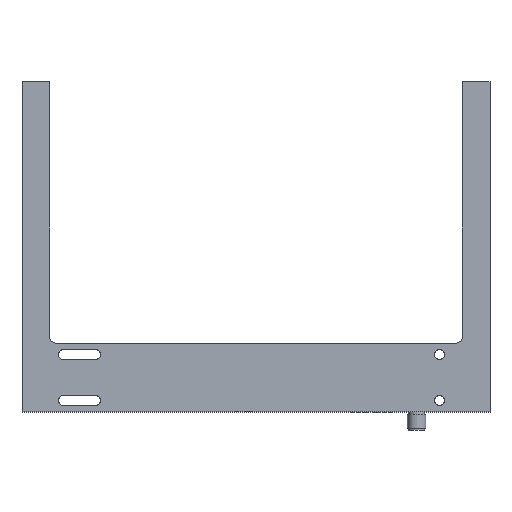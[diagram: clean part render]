
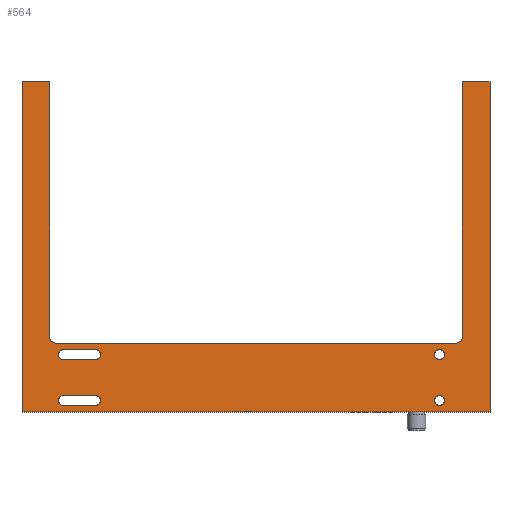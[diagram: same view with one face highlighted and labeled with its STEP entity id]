
A CAD part, top view. The second image highlights one B-rep face of the part: STEP entity #564.
In plain terms, the highlighted planar face has unit normal (0, 0, 1).
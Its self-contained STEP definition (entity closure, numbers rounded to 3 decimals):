
#262=EDGE_CURVE('',#745,#382,#746,.T.);
#264=VERTEX_POINT('',#748);
#274=EDGE_CURVE('',#342,#759,#760,.T.);
#276=VERTEX_POINT('',#762);
#280=EDGE_CURVE('',#767,#264,#768,.T.);
#288=EDGE_CURVE('',#538,#548,#778,.T.);
#300=VERTEX_POINT('',#793);
#304=VERTEX_POINT('',#798);
#308=EDGE_CURVE('',#682,#522,#803,.T.);
#316=EDGE_CURVE('',#426,#704,#815,.T.);
#338=EDGE_CURVE('',#300,#538,#842,.T.);
#340=EDGE_CURVE('',#482,#844,#845,.T.);
#342=VERTEX_POINT('',#847);
#348=EDGE_CURVE('',#855,#570,#856,.T.);
#350=EDGE_CURVE('',#430,#745,#858,.T.);
#354=EDGE_CURVE('',#382,#304,#863,.T.);
#362=VERTEX_POINT('',#873);
#382=VERTEX_POINT('',#896);
#384=EDGE_CURVE('',#844,#426,#898,.T.);
#392=EDGE_CURVE('',#264,#767,#910,.T.);
#426=VERTEX_POINT('',#954);
#430=VERTEX_POINT('',#959);
#434=EDGE_CURVE('',#570,#430,#964,.T.);
#450=EDGE_CURVE('',#580,#664,#984,.T.);
#480=EDGE_CURVE('',#362,#300,#1020,.T.);
#482=VERTEX_POINT('',#1022);
#490=EDGE_CURVE('',#276,#700,#1031,.T.);
#494=EDGE_CURVE('',#664,#1035,#1036,.T.);
#502=VERTEX_POINT('',#1046);
#516=EDGE_CURVE('',#704,#1064,#1065,.T.);
#522=VERTEX_POINT('',#1073);
#528=EDGE_CURVE('',#1064,#502,#1082,.T.);
#538=VERTEX_POINT('',#1095);
#548=VERTEX_POINT('',#1105);
#552=EDGE_CURVE('',#1035,#276,#1110,.T.);
#554=EDGE_CURVE('',#548,#682,#1112,.T.);
#564=ADVANCED_FACE('',(#1123,#1124,#1125,#1126,#1127),#1128,.T.);
#568=EDGE_CURVE('',#502,#362,#1133,.T.);
#570=VERTEX_POINT('',#1135);
#580=VERTEX_POINT('',#1152);
#594=EDGE_CURVE('',#1171,#580,#1172,.T.);
#606=EDGE_CURVE('',#700,#1171,#1187,.T.);
#608=EDGE_CURVE('',#759,#342,#1189,.T.);
#624=EDGE_CURVE('',#522,#482,#1206,.T.);
#662=EDGE_CURVE('',#304,#855,#1253,.T.);
#664=VERTEX_POINT('',#1255);
#682=VERTEX_POINT('',#1278);
#700=VERTEX_POINT('',#1298);
#704=VERTEX_POINT('',#1303);
#745=VERTEX_POINT('',#1339);
#746=CIRCLE('',#1340,2.15);
#748=CARTESIAN_POINT('',(77.85,-67.0,6.0));
#759=VERTEX_POINT('',#1356);
#760=CIRCLE('',#1357,2.15);
#762=CARTESIAN_POINT('',(-70.0,-69.15,6.0));
#767=VERTEX_POINT('',#1365);
#768=CIRCLE('',#1366,2.15);
#778=LINE('',#1379,#1380);
#793=CARTESIAN_POINT('',(102.0,72.0,6.));
#798=CARTESIAN_POINT('',(-84.0,-49.15,6.0));
#803=LINE('',#1410,#1411);
#815=LINE('',#1424,#1425);
#842=LINE('',#1462,#1463);
#844=VERTEX_POINT('',#1466);
#845=CIRCLE('',#1467,3.0);
#847=CARTESIAN_POINT('',(77.85,-47.0,6.0));
#855=VERTEX_POINT('',#1478);
#856=CIRCLE('',#1479,2.15);
#858=CIRCLE('',#1482,2.15);
#863=LINE('',#1490,#1491);
#873=CARTESIAN_POINT('',(90.0,72.0,6.));
#896=CARTESIAN_POINT('',(-70.0,-49.15,6.0));
#898=CIRCLE('',#1538,3.0);
#910=CIRCLE('',#1552,2.15);
#954=CARTESIAN_POINT('',(-87.0,-42.0,6.0));
#959=CARTESIAN_POINT('',(-70.0,-44.85,6.0));
#964=LINE('',#1623,#1624);
#984=LINE('',#1647,#1648);
#1020=LINE('',#1694,#1695);
#1022=CARTESIAN_POINT('',(-90.0,-39.0,6.0));
#1031=LINE('',#1709,#1710);
#1035=VERTEX_POINT('',#1717);
#1036=CIRCLE('',#1718,2.15);
#1046=CARTESIAN_POINT('',(90.0,-39.0,6.0));
#1064=VERTEX_POINT('',#1747);
#1065=CIRCLE('',#1748,3.0);
#1073=CARTESIAN_POINT('',(-90.0,72.0,6.));
#1082=CIRCLE('',#1766,3.0);
#1095=CARTESIAN_POINT('',(102.0,-72.0,6.0));
#1105=CARTESIAN_POINT('',(-102.0,-72.0,6.0));
#1110=CIRCLE('',#1799,2.15);
#1112=LINE('',#1802,#1803);
#1123=FACE_BOUND('',#1816,.T.);
#1124=FACE_BOUND('',#1817,.T.);
#1125=FACE_BOUND('',#1818,.T.);
#1126=FACE_BOUND('',#1819,.T.);
#1127=FACE_OUTER_BOUND('',#1820,.T.);
#1128=PLANE('',#1821);
#1133=LINE('',#1827,#1828);
#1135=CARTESIAN_POINT('',(-84.0,-44.85,6.0));
#1152=CARTESIAN_POINT('',(-84.0,-64.85,6.0));
#1171=VERTEX_POINT('',#1875);
#1172=CIRCLE('',#1876,2.15);
#1187=CIRCLE('',#1896,2.15);
#1189=CIRCLE('',#1899,2.15);
#1206=LINE('',#1922,#1923);
#1253=CIRCLE('',#1993,2.15);
#1255=CARTESIAN_POINT('',(-70.0,-64.85,6.0));
#1278=CARTESIAN_POINT('',(-102.0,72.0,6.));
#1298=CARTESIAN_POINT('',(-84.0,-69.15,6.0));
#1303=CARTESIAN_POINT('',(87.0,-42.0,6.0));
#1339=CARTESIAN_POINT('',(-67.85,-47.0,6.0));
#1340=AXIS2_PLACEMENT_3D('',#2097,#2098,#2099);
#1356=CARTESIAN_POINT('',(82.15,-47.0,6.0));
#1357=AXIS2_PLACEMENT_3D('',#2109,#2110,#2111);
#1365=CARTESIAN_POINT('',(82.15,-67.0,6.0));
#1366=AXIS2_PLACEMENT_3D('',#2120,#2121,#2122);
#1379=CARTESIAN_POINT('',(102.0,-72.0,6.0));
#1380=VECTOR('',#2129,1.0);
#1410=CARTESIAN_POINT('',(-102.0,72.0,6.));
#1411=VECTOR('',#2161,1.0);
#1424=CARTESIAN_POINT('',(-87.0,-42.0,6.0));
#1425=VECTOR('',#2196,1.0);
#1462=CARTESIAN_POINT('',(102.0,72.0,6.));
#1463=VECTOR('',#2225,1.0);
#1466=CARTESIAN_POINT('',(-89.121,-41.121,6.0));
#1467=AXIS2_PLACEMENT_3D('',#2226,#2227,#2228);
#1478=CARTESIAN_POINT('',(-86.15,-47.0,6.0));
#1479=AXIS2_PLACEMENT_3D('',#2245,#2246,#2247);
#1482=AXIS2_PLACEMENT_3D('',#2248,#2249,#2250);
#1490=CARTESIAN_POINT('',(-42.0,-49.15,6.0));
#1491=VECTOR('',#2252,1.0);
#1538=AXIS2_PLACEMENT_3D('',#2301,#2302,#2303);
#1552=AXIS2_PLACEMENT_3D('',#2325,#2326,#2327);
#1623=CARTESIAN_POINT('',(-35.0,-44.85,6.0));
#1624=VECTOR('',#2384,1.0);
#1647=CARTESIAN_POINT('',(-35.0,-64.85,6.0));
#1648=VECTOR('',#2411,1.0);
#1694=CARTESIAN_POINT('',(90.0,72.0,6.));
#1695=VECTOR('',#2470,1.0);
#1709=CARTESIAN_POINT('',(-42.0,-69.15,6.0));
#1710=VECTOR('',#2480,1.0);
#1717=CARTESIAN_POINT('',(-67.85,-67.0,6.0));
#1718=AXIS2_PLACEMENT_3D('',#2482,#2483,#2484);
#1747=CARTESIAN_POINT('',(89.121,-41.121,6.0));
#1748=AXIS2_PLACEMENT_3D('',#2525,#2526,#2527);
#1766=AXIS2_PLACEMENT_3D('',#2560,#2561,#2562);
#1799=AXIS2_PLACEMENT_3D('',#2597,#2598,#2599);
#1802=CARTESIAN_POINT('',(-102.0,-72.0,6.0));
#1803=VECTOR('',#2600,1.0);
#1816=EDGE_LOOP('',(#2611,#2612,#2613,#2614,#2615,#2616));
#1817=EDGE_LOOP('',(#2617,#2618,#2619,#2620,#2621,#2622));
#1818=EDGE_LOOP('',(#2623,#2624));
#1819=EDGE_LOOP('',(#2625,#2626));
#1820=EDGE_LOOP('',(#2627,#2628,#2629,#2630,#2631,#2632,#2633,#2634,#2635,#2636,#2637,#2638));
#1821=AXIS2_PLACEMENT_3D('',#2639,#2640,#2641);
#1827=CARTESIAN_POINT('',(90.0,-39.0,6.0));
#1828=VECTOR('',#2650,1.0);
#1875=CARTESIAN_POINT('',(-86.15,-67.0,6.0));
#1876=AXIS2_PLACEMENT_3D('',#2724,#2725,#2726);
#1896=AXIS2_PLACEMENT_3D('',#2750,#2751,#2752);
#1899=AXIS2_PLACEMENT_3D('',#2753,#2754,#2755);
#1922=CARTESIAN_POINT('',(-90.0,72.0,6.));
#1923=VECTOR('',#2774,1.0);
#1993=AXIS2_PLACEMENT_3D('',#2823,#2824,#2825);
#2097=CARTESIAN_POINT('',(-70.0,-47.0,6.0));
#2098=DIRECTION('',(0.0,0.0,-1.0));
#2099=DIRECTION('',(1.0,0.0,0.0));
#2109=CARTESIAN_POINT('',(80.0,-47.0,6.0));
#2110=DIRECTION('',(0.0,0.0,-1.0));
#2111=DIRECTION('',(1.0,0.0,0.0));
#2120=CARTESIAN_POINT('',(80.0,-67.0,6.0));
#2121=DIRECTION('',(0.0,0.0,-1.0));
#2122=DIRECTION('',(1.0,0.0,0.0));
#2129=DIRECTION('',(-1.0,0.0,0.0));
#2161=DIRECTION('',(1.0,0.0,0.0));
#2196=DIRECTION('',(1.0,0.0,0.0));
#2225=DIRECTION('',(0.,-1.0,0.0));
#2226=CARTESIAN_POINT('',(-87.0,-39.0,6.0));
#2227=DIRECTION('',(0.0,0.0,1.0));
#2228=DIRECTION('',(-0.707,-0.707,0.0));
#2245=CARTESIAN_POINT('',(-84.0,-47.0,6.0));
#2246=DIRECTION('',(0.0,0.0,-1.0));
#2247=DIRECTION('',(1.0,0.0,0.0));
#2248=CARTESIAN_POINT('',(-70.0,-47.0,6.0));
#2249=DIRECTION('',(0.0,0.0,-1.0));
#2250=DIRECTION('',(1.0,0.0,0.0));
#2252=DIRECTION('',(-1.0,0.0,0.0));
#2301=CARTESIAN_POINT('',(-87.0,-39.0,6.0));
#2302=DIRECTION('',(0.0,0.0,1.0));
#2303=DIRECTION('',(-0.707,-0.707,0.0));
#2325=CARTESIAN_POINT('',(80.0,-67.0,6.0));
#2326=DIRECTION('',(0.0,0.0,-1.0));
#2327=DIRECTION('',(1.0,0.0,0.0));
#2384=DIRECTION('',(1.0,0.0,0.0));
#2411=DIRECTION('',(1.0,0.0,0.0));
#2470=DIRECTION('',(1.0,0.0,0.0));
#2480=DIRECTION('',(-1.0,0.0,0.0));
#2482=CARTESIAN_POINT('',(-70.0,-67.0,6.0));
#2483=DIRECTION('',(0.0,0.0,-1.0));
#2484=DIRECTION('',(1.0,0.0,0.0));
#2525=CARTESIAN_POINT('',(87.0,-39.0,6.0));
#2526=DIRECTION('',(0.0,0.0,1.0));
#2527=DIRECTION('',(0.707,-0.707,0.0));
#2560=CARTESIAN_POINT('',(87.0,-39.0,6.0));
#2561=DIRECTION('',(0.0,0.0,1.0));
#2562=DIRECTION('',(0.707,-0.707,0.0));
#2597=CARTESIAN_POINT('',(-70.0,-67.0,6.0));
#2598=DIRECTION('',(0.0,0.0,-1.0));
#2599=DIRECTION('',(1.0,0.0,0.0));
#2600=DIRECTION('',(0.0,1.0,0.0));
#2611=ORIENTED_EDGE('',*,*,#662,.T.);
#2612=ORIENTED_EDGE('',*,*,#348,.T.);
#2613=ORIENTED_EDGE('',*,*,#434,.T.);
#2614=ORIENTED_EDGE('',*,*,#350,.T.);
#2615=ORIENTED_EDGE('',*,*,#262,.T.);
#2616=ORIENTED_EDGE('',*,*,#354,.T.);
#2617=ORIENTED_EDGE('',*,*,#606,.T.);
#2618=ORIENTED_EDGE('',*,*,#594,.T.);
#2619=ORIENTED_EDGE('',*,*,#450,.T.);
#2620=ORIENTED_EDGE('',*,*,#494,.T.);
#2621=ORIENTED_EDGE('',*,*,#552,.T.);
#2622=ORIENTED_EDGE('',*,*,#490,.T.);
#2623=ORIENTED_EDGE('',*,*,#392,.T.);
#2624=ORIENTED_EDGE('',*,*,#280,.T.);
#2625=ORIENTED_EDGE('',*,*,#274,.T.);
#2626=ORIENTED_EDGE('',*,*,#608,.T.);
#2627=ORIENTED_EDGE('',*,*,#554,.F.);
#2628=ORIENTED_EDGE('',*,*,#288,.F.);
#2629=ORIENTED_EDGE('',*,*,#338,.F.);
#2630=ORIENTED_EDGE('',*,*,#480,.F.);
#2631=ORIENTED_EDGE('',*,*,#568,.F.);
#2632=ORIENTED_EDGE('',*,*,#528,.F.);
#2633=ORIENTED_EDGE('',*,*,#516,.F.);
#2634=ORIENTED_EDGE('',*,*,#316,.F.);
#2635=ORIENTED_EDGE('',*,*,#384,.F.);
#2636=ORIENTED_EDGE('',*,*,#340,.F.);
#2637=ORIENTED_EDGE('',*,*,#624,.F.);
#2638=ORIENTED_EDGE('',*,*,#308,.F.);
#2639=CARTESIAN_POINT('',(1.03,-19.81,6.0));
#2640=DIRECTION('',(0.0,0.0,1.0));
#2641=DIRECTION('',(1.0,0.0,0.0));
#2650=DIRECTION('',(0.0,1.0,0.0));
#2724=CARTESIAN_POINT('',(-84.0,-67.0,6.0));
#2725=DIRECTION('',(0.0,0.0,-1.0));
#2726=DIRECTION('',(1.0,0.0,0.0));
#2750=CARTESIAN_POINT('',(-84.0,-67.0,6.0));
#2751=DIRECTION('',(0.0,0.0,-1.0));
#2752=DIRECTION('',(1.0,0.0,0.0));
#2753=CARTESIAN_POINT('',(80.0,-47.0,6.0));
#2754=DIRECTION('',(0.0,0.0,-1.0));
#2755=DIRECTION('',(1.0,0.0,0.0));
#2774=DIRECTION('',(0.0,-1.0,0.0));
#2823=CARTESIAN_POINT('',(-84.0,-47.0,6.0));
#2824=DIRECTION('',(0.0,0.0,-1.0));
#2825=DIRECTION('',(1.0,0.0,0.0));
